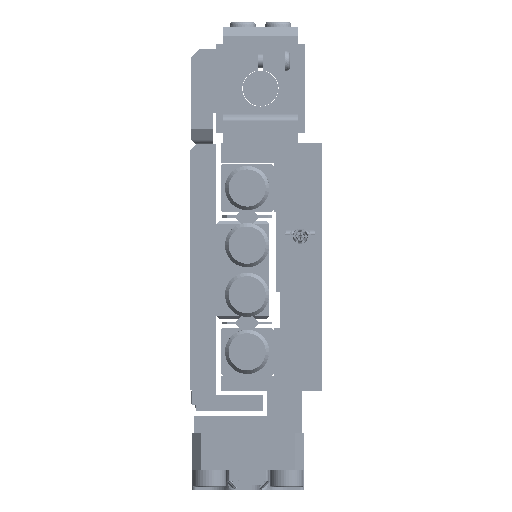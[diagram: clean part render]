
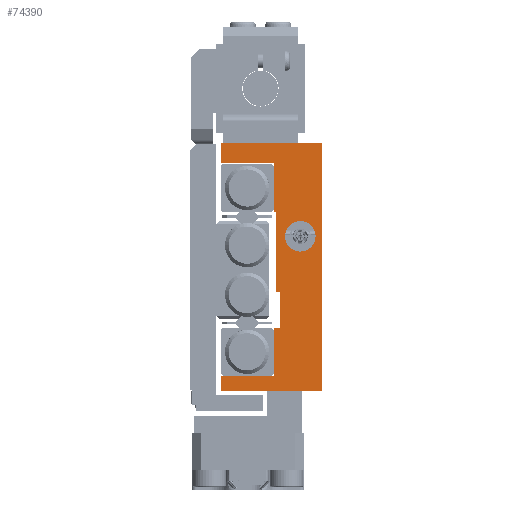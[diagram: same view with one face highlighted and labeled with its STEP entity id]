
A CAD part, left-side view. The second image highlights one B-rep face of the part: STEP entity #74390.
In plain terms, the highlighted planar face has unit normal (-1, 0, 0).
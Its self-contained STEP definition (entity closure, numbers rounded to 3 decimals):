
#192 = CARTESIAN_POINT ( 'NONE',  ( -45., 0., -14. ) ) ;
#384 = ORIENTED_EDGE ( 'NONE', *, *, #16222, .T. ) ;
#866 = VERTEX_POINT ( 'NONE', #78280 ) ;
#4549 = DIRECTION ( 'NONE',  ( 0., 1., 0. ) ) ;
#4592 = ORIENTED_EDGE ( 'NONE', *, *, #22790, .T. ) ;
#6167 = DIRECTION ( 'NONE',  ( -1., 0., 0. ) ) ;
#6179 = DIRECTION ( 'NONE',  ( 0., 1., 0. ) ) ;
#6650 = LINE ( 'NONE', #41989, #79445 ) ;
#9378 = DIRECTION ( 'NONE',  ( 0., 0., 1. ) ) ;
#10865 = CARTESIAN_POINT ( 'NONE',  ( -45., 11.5, -14. ) ) ;
#11148 = LINE ( 'NONE', #56366, #76107 ) ;
#11607 = LINE ( 'NONE', #40365, #91901 ) ;
#12580 = VERTEX_POINT ( 'NONE', #38990 ) ;
#13098 = EDGE_CURVE ( 'NONE', #866, #82346, #33503, .T. ) ;
#13181 = CARTESIAN_POINT ( 'NONE',  ( -45., 4.8, -6.8 ) ) ;
#13221 = VECTOR ( 'NONE', #22409, 1000. ) ;
#13239 = VERTEX_POINT ( 'NONE', #81030 ) ;
#14173 = DIRECTION ( 'NONE',  ( 0., 0., 1. ) ) ;
#14459 = VECTOR ( 'NONE', #77908, 1000. ) ;
#15335 = VERTEX_POINT ( 'NONE', #93290 ) ;
#16222 = EDGE_CURVE ( 'NONE', #62286, #16968, #29493, .T. ) ;
#16504 = EDGE_CURVE ( 'NONE', #82346, #866, #75070, .T. ) ;
#16968 = VERTEX_POINT ( 'NONE', #28935 ) ;
#18307 = CARTESIAN_POINT ( 'NONE',  ( -45., 5.5, -14. ) ) ;
#19628 = VERTEX_POINT ( 'NONE', #59564 ) ;
#21031 = VERTEX_POINT ( 'NONE', #10865 ) ;
#21270 = CARTESIAN_POINT ( 'NONE',  ( -45., 5.5, -14. ) ) ;
#22409 = DIRECTION ( 'NONE',  ( 0., -1., 0. ) ) ;
#22790 = EDGE_CURVE ( 'NONE', #32992, #62286, #79081, .T. ) ;
#23563 = ORIENTED_EDGE ( 'NONE', *, *, #37190, .T. ) ;
#24232 = PLANE ( 'NONE',  #47085 ) ;
#27584 = FACE_BOUND ( 'NONE', #74316, .T. ) ;
#27818 = LINE ( 'NONE', #76357, #70570 ) ;
#28772 = DIRECTION ( 'NONE',  ( 0., 0., 1. ) ) ;
#28935 = CARTESIAN_POINT ( 'NONE',  ( -45., 5.5, 11.8 ) ) ;
#29493 = LINE ( 'NONE', #79418, #13221 ) ;
#30647 = ORIENTED_EDGE ( 'NONE', *, *, #16504, .F. ) ;
#30887 = EDGE_CURVE ( 'NONE', #65976, #13239, #11148, .T. ) ;
#31319 = VECTOR ( 'NONE', #34603, 1000. ) ;
#31997 = EDGE_CURVE ( 'NONE', #19628, #65976, #65193, .T. ) ;
#32497 = CARTESIAN_POINT ( 'NONE',  ( -45., 5.5, -6.8 ) ) ;
#32802 = VECTOR ( 'NONE', #88873, 1000. ) ;
#32876 = VERTEX_POINT ( 'NONE', #78027 ) ;
#32992 = VERTEX_POINT ( 'NONE', #40035 ) ;
#33503 = CIRCLE ( 'NONE', #51561, 1.727 ) ;
#34423 = EDGE_CURVE ( 'NONE', #32992, #32876, #77428, .T. ) ;
#34571 = CARTESIAN_POINT ( 'NONE',  ( -45., 5.5, 14. ) ) ;
#34603 = DIRECTION ( 'NONE',  ( 0., 0., -1. ) ) ;
#34986 = EDGE_CURVE ( 'NONE', #78379, #12580, #6650, .T. ) ;
#35380 = VERTEX_POINT ( 'NONE', #32497 ) ;
#37009 = CARTESIAN_POINT ( 'NONE',  ( -45., 5.5, -14. ) ) ;
#37190 = EDGE_CURVE ( 'NONE', #12580, #21031, #70411, .T. ) ;
#37296 = VECTOR ( 'NONE', #42098, 1000. ) ;
#38990 = CARTESIAN_POINT ( 'NONE',  ( -45., 11.5, -12.3 ) ) ;
#40035 = CARTESIAN_POINT ( 'NONE',  ( -45., 11.5, 14. ) ) ;
#40365 = CARTESIAN_POINT ( 'NONE',  ( -45., 5.5, -6.8 ) ) ;
#41989 = CARTESIAN_POINT ( 'NONE',  ( -45., 5.5, -12.3 ) ) ;
#42098 = DIRECTION ( 'NONE',  ( 0., -1., 0. ) ) ;
#42952 = LINE ( 'NONE', #21270, #75559 ) ;
#45972 = DIRECTION ( 'NONE',  ( 0., 0., 1. ) ) ;
#45990 = ORIENTED_EDGE ( 'NONE', *, *, #34423, .F. ) ;
#47085 = AXIS2_PLACEMENT_3D ( 'NONE', #73693, #51097, #67111 ) ;
#47972 = AXIS2_PLACEMENT_3D ( 'NONE', #89351, #90279, #45972 ) ;
#48541 = CARTESIAN_POINT ( 'NONE',  ( -45., 11.5, 11.8 ) ) ;
#48838 = ORIENTED_EDGE ( 'NONE', *, *, #78773, .F. ) ;
#49027 = LINE ( 'NONE', #13181, #58514 ) ;
#49983 = CARTESIAN_POINT ( 'NONE',  ( -45., 2.5, 3.5 ) ) ;
#50508 = CARTESIAN_POINT ( 'NONE',  ( -45., 0., -14. ) ) ;
#51097 = DIRECTION ( 'NONE',  ( 1., 0., 0. ) ) ;
#51431 = DIRECTION ( 'NONE',  ( 0., 0., 1. ) ) ;
#51561 = AXIS2_PLACEMENT_3D ( 'NONE', #49983, #6167, #28772 ) ;
#52500 = VECTOR ( 'NONE', #51431, 1000. ) ;
#53783 = CARTESIAN_POINT ( 'NONE',  ( -45., 5.2, 6.3 ) ) ;
#54073 = ORIENTED_EDGE ( 'NONE', *, *, #66551, .F. ) ;
#54214 = VERTEX_POINT ( 'NONE', #88462 ) ;
#56366 = CARTESIAN_POINT ( 'NONE',  ( -45., 5.5, 6.3 ) ) ;
#58103 = CARTESIAN_POINT ( 'NONE',  ( -45., 5.2, 6.3 ) ) ;
#58353 = CARTESIAN_POINT ( 'NONE',  ( -45., 11.5, 14. ) ) ;
#58514 = VECTOR ( 'NONE', #62724, 1000. ) ;
#59564 = CARTESIAN_POINT ( 'NONE',  ( -45., 5.2, -2.8 ) ) ;
#59780 = EDGE_CURVE ( 'NONE', #21031, #84484, #73272, .T. ) ;
#60144 = VECTOR ( 'NONE', #72027, 1000. ) ;
#61334 = CARTESIAN_POINT ( 'NONE',  ( -45., 5.5, -12.3 ) ) ;
#62286 = VERTEX_POINT ( 'NONE', #48541 ) ;
#62724 = DIRECTION ( 'NONE',  ( 0., 0., 1. ) ) ;
#64103 = EDGE_CURVE ( 'NONE', #84484, #32876, #87737, .T. ) ;
#65081 = ORIENTED_EDGE ( 'NONE', *, *, #66153, .F. ) ;
#65193 = LINE ( 'NONE', #58103, #14459 ) ;
#65976 = VERTEX_POINT ( 'NONE', #53783 ) ;
#66153 = EDGE_CURVE ( 'NONE', #54214, #15335, #49027, .T. ) ;
#66175 = EDGE_CURVE ( 'NONE', #15335, #19628, #27818, .T. ) ;
#66551 = EDGE_CURVE ( 'NONE', #78379, #35380, #75783, .T. ) ;
#66950 = ORIENTED_EDGE ( 'NONE', *, *, #30887, .F. ) ;
#67111 = DIRECTION ( 'NONE',  ( 0., 0., -1. ) ) ;
#68428 = CARTESIAN_POINT ( 'NONE',  ( -45., 2.5, 5.227 ) ) ;
#68915 = ORIENTED_EDGE ( 'NONE', *, *, #59780, .T. ) ;
#69122 = DIRECTION ( 'NONE',  ( 0., -1., 0. ) ) ;
#69311 = DIRECTION ( 'NONE',  ( 0., 1., 0. ) ) ;
#70411 = LINE ( 'NONE', #92138, #31319 ) ;
#70570 = VECTOR ( 'NONE', #69311, 1000. ) ;
#72027 = DIRECTION ( 'NONE',  ( 0., 0., -1. ) ) ;
#73272 = LINE ( 'NONE', #37009, #32802 ) ;
#73693 = CARTESIAN_POINT ( 'NONE',  ( -45., 5.5, -14. ) ) ;
#74316 = EDGE_LOOP ( 'NONE', ( #30647, #80506 ) ) ;
#74390 = ADVANCED_FACE ( 'NONE', ( #27584, #85068 ), #24232, .F. ) ;
#75070 = CIRCLE ( 'NONE', #47972, 1.727 ) ;
#75559 = VECTOR ( 'NONE', #14173, 1000. ) ;
#75783 = LINE ( 'NONE', #18307, #87195 ) ;
#75835 = ORIENTED_EDGE ( 'NONE', *, *, #64103, .T. ) ;
#76107 = VECTOR ( 'NONE', #4549, 1000. ) ;
#76357 = CARTESIAN_POINT ( 'NONE',  ( -45., 4.8, -2.8 ) ) ;
#76733 = ORIENTED_EDGE ( 'NONE', *, *, #31997, .F. ) ;
#77123 = ORIENTED_EDGE ( 'NONE', *, *, #34986, .T. ) ;
#77428 = LINE ( 'NONE', #34571, #37296 ) ;
#77908 = DIRECTION ( 'NONE',  ( 0., 0., 1. ) ) ;
#78027 = CARTESIAN_POINT ( 'NONE',  ( -45., 0., 14. ) ) ;
#78280 = CARTESIAN_POINT ( 'NONE',  ( -45., 2.5, 1.773 ) ) ;
#78361 = ORIENTED_EDGE ( 'NONE', *, *, #91155, .F. ) ;
#78379 = VERTEX_POINT ( 'NONE', #61334 ) ;
#78773 = EDGE_CURVE ( 'NONE', #13239, #16968, #42952, .T. ) ;
#79081 = LINE ( 'NONE', #58353, #60144 ) ;
#79418 = CARTESIAN_POINT ( 'NONE',  ( -45., 5.5, 11.8 ) ) ;
#79445 = VECTOR ( 'NONE', #6179, 1000. ) ;
#80506 = ORIENTED_EDGE ( 'NONE', *, *, #13098, .F. ) ;
#81030 = CARTESIAN_POINT ( 'NONE',  ( -45., 5.5, 6.3 ) ) ;
#82346 = VERTEX_POINT ( 'NONE', #68428 ) ;
#82850 = EDGE_LOOP ( 'NONE', ( #65081, #78361, #54073, #77123, #23563, #68915, #75835, #45990, #4592, #384, #48838, #66950, #76733, #93219 ) ) ;
#84484 = VERTEX_POINT ( 'NONE', #192 ) ;
#85068 = FACE_OUTER_BOUND ( 'NONE', #82850, .T. ) ;
#87195 = VECTOR ( 'NONE', #9378, 1000. ) ;
#87737 = LINE ( 'NONE', #50508, #52500 ) ;
#88462 = CARTESIAN_POINT ( 'NONE',  ( -45., 4.8, -6.8 ) ) ;
#88873 = DIRECTION ( 'NONE',  ( 0., -1., 0. ) ) ;
#89351 = CARTESIAN_POINT ( 'NONE',  ( -45., 2.5, 3.5 ) ) ;
#90279 = DIRECTION ( 'NONE',  ( -1., 0., 0. ) ) ;
#91155 = EDGE_CURVE ( 'NONE', #35380, #54214, #11607, .T. ) ;
#91901 = VECTOR ( 'NONE', #69122, 1000. ) ;
#92138 = CARTESIAN_POINT ( 'NONE',  ( -45., 11.5, -14. ) ) ;
#93219 = ORIENTED_EDGE ( 'NONE', *, *, #66175, .F. ) ;
#93290 = CARTESIAN_POINT ( 'NONE',  ( -45., 4.8, -2.8 ) ) ;
